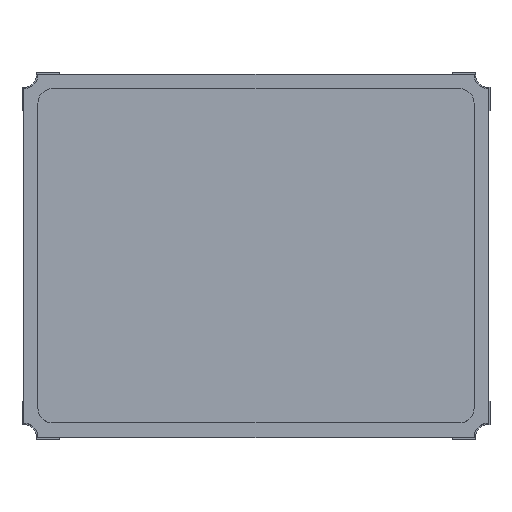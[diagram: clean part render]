
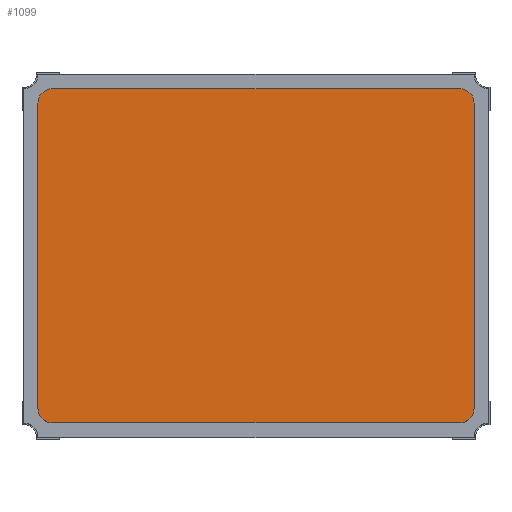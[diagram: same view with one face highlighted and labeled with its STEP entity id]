
A CAD part, top view. The second image highlights one B-rep face of the part: STEP entity #1099.
In plain terms, the highlighted planar face has unit normal (0, 0, 1).
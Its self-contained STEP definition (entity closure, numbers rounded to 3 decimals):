
#35=PLANE('',#1187);
#88=FACE_OUTER_BOUND('',#153,.T.);
#153=EDGE_LOOP('',(#823,#824,#825,#826,#827,#828,#829,#830));
#218=LINE('',#1647,#337);
#222=LINE('',#1659,#341);
#226=LINE('',#1671,#345);
#230=LINE('',#1683,#349);
#337=VECTOR('',#1316,10.);
#341=VECTOR('',#1328,10.);
#345=VECTOR('',#1340,10.);
#349=VECTOR('',#1352,10.);
#447=CIRCLE('',#1174,0.1);
#449=CIRCLE('',#1178,0.1);
#451=CIRCLE('',#1182,0.1);
#453=CIRCLE('',#1186,0.1);
#496=VERTEX_POINT('',#1644);
#497=VERTEX_POINT('',#1646);
#499=VERTEX_POINT('',#1652);
#501=VERTEX_POINT('',#1658);
#503=VERTEX_POINT('',#1664);
#505=VERTEX_POINT('',#1670);
#507=VERTEX_POINT('',#1676);
#509=VERTEX_POINT('',#1682);
#610=EDGE_CURVE('',#497,#496,#218,.T.);
#613=EDGE_CURVE('',#499,#497,#447,.T.);
#616=EDGE_CURVE('',#501,#499,#222,.T.);
#619=EDGE_CURVE('',#503,#501,#449,.T.);
#622=EDGE_CURVE('',#505,#503,#226,.T.);
#625=EDGE_CURVE('',#507,#505,#451,.T.);
#628=EDGE_CURVE('',#509,#507,#230,.T.);
#631=EDGE_CURVE('',#496,#509,#453,.T.);
#823=ORIENTED_EDGE('',*,*,#631,.T.);
#824=ORIENTED_EDGE('',*,*,#628,.T.);
#825=ORIENTED_EDGE('',*,*,#625,.T.);
#826=ORIENTED_EDGE('',*,*,#622,.T.);
#827=ORIENTED_EDGE('',*,*,#619,.T.);
#828=ORIENTED_EDGE('',*,*,#616,.T.);
#829=ORIENTED_EDGE('',*,*,#613,.T.);
#830=ORIENTED_EDGE('',*,*,#610,.T.);
#1099=ADVANCED_FACE('',(#88),#35,.T.);
#1174=AXIS2_PLACEMENT_3D('',#1653,#1322,#1323);
#1178=AXIS2_PLACEMENT_3D('',#1665,#1334,#1335);
#1182=AXIS2_PLACEMENT_3D('',#1677,#1346,#1347);
#1186=AXIS2_PLACEMENT_3D('',#1687,#1358,#1359);
#1187=AXIS2_PLACEMENT_3D('',#1688,#1360,#1361);
#1316=DIRECTION('',(0.,-1.,0.));
#1322=DIRECTION('center_axis',(0.,0.,1.));
#1323=DIRECTION('ref_axis',(0.,1.,0.));
#1328=DIRECTION('',(-1.,0.,0.));
#1334=DIRECTION('center_axis',(0.,0.,1.));
#1335=DIRECTION('ref_axis',(1.,0.,0.));
#1340=DIRECTION('',(0.,1.,0.));
#1346=DIRECTION('center_axis',(0.,0.,1.));
#1347=DIRECTION('ref_axis',(0.,-1.,0.));
#1352=DIRECTION('',(1.,0.,0.));
#1358=DIRECTION('center_axis',(0.,0.,1.));
#1359=DIRECTION('ref_axis',(-1.,0.,0.));
#1360=DIRECTION('center_axis',(0.,0.,1.));
#1361=DIRECTION('ref_axis',(-1.,0.,0.));
#1644=CARTESIAN_POINT('',(-1.5,-1.05,0.8));
#1646=CARTESIAN_POINT('',(-1.5,1.05,0.8));
#1647=CARTESIAN_POINT('',(-1.5,1.05,0.8));
#1652=CARTESIAN_POINT('',(-1.4,1.15,0.8));
#1653=CARTESIAN_POINT('Origin',(-1.4,1.05,0.8));
#1658=CARTESIAN_POINT('',(1.4,1.15,0.8));
#1659=CARTESIAN_POINT('',(1.4,1.15,0.8));
#1664=CARTESIAN_POINT('',(1.5,1.05,0.8));
#1665=CARTESIAN_POINT('Origin',(1.4,1.05,0.8));
#1670=CARTESIAN_POINT('',(1.5,-1.05,0.8));
#1671=CARTESIAN_POINT('',(1.5,-1.05,0.8));
#1676=CARTESIAN_POINT('',(1.4,-1.15,0.8));
#1677=CARTESIAN_POINT('Origin',(1.4,-1.05,0.8));
#1682=CARTESIAN_POINT('',(-1.4,-1.15,0.8));
#1683=CARTESIAN_POINT('',(-1.4,-1.15,0.8));
#1687=CARTESIAN_POINT('Origin',(-1.4,-1.05,0.8));
#1688=CARTESIAN_POINT('Origin',(0.,0.,0.8));
